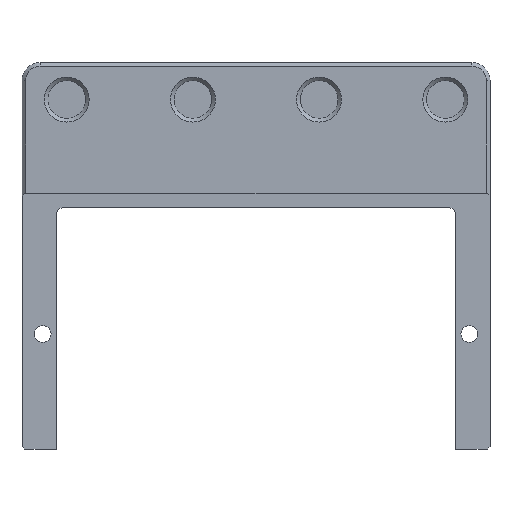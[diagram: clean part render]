
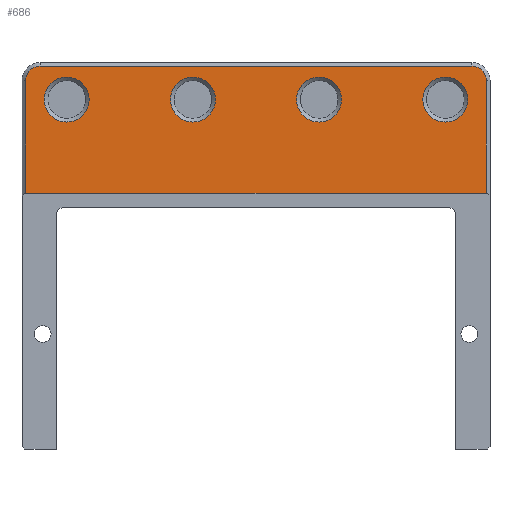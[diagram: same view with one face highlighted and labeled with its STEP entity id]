
A CAD part, top view. The second image highlights one B-rep face of the part: STEP entity #686.
In plain terms, the highlighted planar face has unit normal (0, 0, 1).
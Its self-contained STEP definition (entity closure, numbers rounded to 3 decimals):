
#23=FACE_BOUND('',#107,.T.);
#24=FACE_BOUND('',#108,.T.);
#25=FACE_BOUND('',#109,.T.);
#26=FACE_BOUND('',#110,.T.);
#33=PLANE('',#739);
#61=FACE_OUTER_BOUND('',#106,.T.);
#106=EDGE_LOOP('',(#491,#492,#493,#494,#495,#496));
#107=EDGE_LOOP('',(#497));
#108=EDGE_LOOP('',(#498));
#109=EDGE_LOOP('',(#499));
#110=EDGE_LOOP('',(#500));
#155=LINE('',#1042,#222);
#156=LINE('',#1046,#223);
#157=LINE('',#1050,#224);
#158=LINE('',#1051,#225);
#222=VECTOR('',#832,10.);
#223=VECTOR('',#835,10.);
#224=VECTOR('',#838,10.);
#225=VECTOR('',#839,10.);
#292=CIRCLE('',#737,6.25);
#294=CIRCLE('',#740,4.);
#295=CIRCLE('',#741,4.);
#296=CIRCLE('',#742,6.25);
#297=CIRCLE('',#743,6.25);
#298=CIRCLE('',#744,6.25);
#322=VERTEX_POINT('',#1034);
#324=VERTEX_POINT('',#1040);
#325=VERTEX_POINT('',#1041);
#326=VERTEX_POINT('',#1043);
#327=VERTEX_POINT('',#1045);
#328=VERTEX_POINT('',#1047);
#329=VERTEX_POINT('',#1049);
#330=VERTEX_POINT('',#1052);
#331=VERTEX_POINT('',#1054);
#332=VERTEX_POINT('',#1056);
#386=EDGE_CURVE('',#322,#322,#292,.T.);
#389=EDGE_CURVE('',#324,#325,#155,.T.);
#390=EDGE_CURVE('',#326,#324,#294,.T.);
#391=EDGE_CURVE('',#327,#326,#156,.T.);
#392=EDGE_CURVE('',#328,#327,#295,.T.);
#393=EDGE_CURVE('',#329,#328,#157,.T.);
#394=EDGE_CURVE('',#329,#325,#158,.T.);
#395=EDGE_CURVE('',#330,#330,#296,.T.);
#396=EDGE_CURVE('',#331,#331,#297,.T.);
#397=EDGE_CURVE('',#332,#332,#298,.T.);
#491=ORIENTED_EDGE('',*,*,#389,.F.);
#492=ORIENTED_EDGE('',*,*,#390,.F.);
#493=ORIENTED_EDGE('',*,*,#391,.F.);
#494=ORIENTED_EDGE('',*,*,#392,.F.);
#495=ORIENTED_EDGE('',*,*,#393,.F.);
#496=ORIENTED_EDGE('',*,*,#394,.T.);
#497=ORIENTED_EDGE('',*,*,#395,.F.);
#498=ORIENTED_EDGE('',*,*,#396,.F.);
#499=ORIENTED_EDGE('',*,*,#397,.F.);
#500=ORIENTED_EDGE('',*,*,#386,.F.);
#686=ADVANCED_FACE('',(#61,#23,#24,#25,#26),#33,.F.);
#737=AXIS2_PLACEMENT_3D('',#1035,#825,#826);
#739=AXIS2_PLACEMENT_3D('',#1039,#830,#831);
#740=AXIS2_PLACEMENT_3D('',#1044,#833,#834);
#741=AXIS2_PLACEMENT_3D('',#1048,#836,#837);
#742=AXIS2_PLACEMENT_3D('',#1053,#840,#841);
#743=AXIS2_PLACEMENT_3D('',#1055,#842,#843);
#744=AXIS2_PLACEMENT_3D('',#1057,#844,#845);
#825=DIRECTION('center_axis',(0.,0.,1.));
#826=DIRECTION('ref_axis',(1.,0.,0.));
#830=DIRECTION('center_axis',(0.,0.,-1.));
#831=DIRECTION('ref_axis',(1.,0.,0.));
#832=DIRECTION('',(0.,-1.,0.));
#833=DIRECTION('center_axis',(0.,0.,-1.));
#834=DIRECTION('ref_axis',(0.707,0.707,0.));
#835=DIRECTION('',(1.,0.,0.));
#836=DIRECTION('center_axis',(0.,0.,-1.));
#837=DIRECTION('ref_axis',(-0.707,0.707,0.));
#838=DIRECTION('',(0.,1.,0.));
#839=DIRECTION('',(1.,0.,0.));
#840=DIRECTION('center_axis',(0.,0.,1.));
#841=DIRECTION('ref_axis',(1.,0.,0.));
#842=DIRECTION('center_axis',(0.,0.,1.));
#843=DIRECTION('ref_axis',(1.,0.,0.));
#844=DIRECTION('center_axis',(0.,0.,1.));
#845=DIRECTION('ref_axis',(1.,0.,0.));
#1034=CARTESIAN_POINT('',(-81.394,58.,-157.));
#1035=CARTESIAN_POINT('Origin',(-75.144,58.,-157.));
#1039=CARTESIAN_POINT('Origin',(-22.644,49.725,-157.));
#1040=CARTESIAN_POINT('',(41.249,63.25,-157.));
#1041=CARTESIAN_POINT('',(41.249,32.,-157.));
#1042=CARTESIAN_POINT('',(41.249,58.988,-157.));
#1043=CARTESIAN_POINT('',(37.249,67.25,-157.));
#1044=CARTESIAN_POINT('Origin',(37.249,63.25,-157.));
#1045=CARTESIAN_POINT('',(-82.537,67.25,-157.));
#1046=CARTESIAN_POINT('',(-55.09,67.25,-157.));
#1047=CARTESIAN_POINT('',(-86.537,63.25,-157.));
#1048=CARTESIAN_POINT('Origin',(-82.537,63.25,-157.));
#1049=CARTESIAN_POINT('',(-86.537,32.,-157.));
#1050=CARTESIAN_POINT('',(-86.537,5.763,-157.));
#1051=CARTESIAN_POINT('',(-86.737,32.,-157.));
#1052=CARTESIAN_POINT('',(-46.394,58.,-157.));
#1053=CARTESIAN_POINT('Origin',(-40.144,58.,-157.));
#1054=CARTESIAN_POINT('',(23.606,58.,-157.));
#1055=CARTESIAN_POINT('Origin',(29.856,58.,-157.));
#1056=CARTESIAN_POINT('',(-11.394,58.,-157.));
#1057=CARTESIAN_POINT('Origin',(-5.144,58.,-157.));
